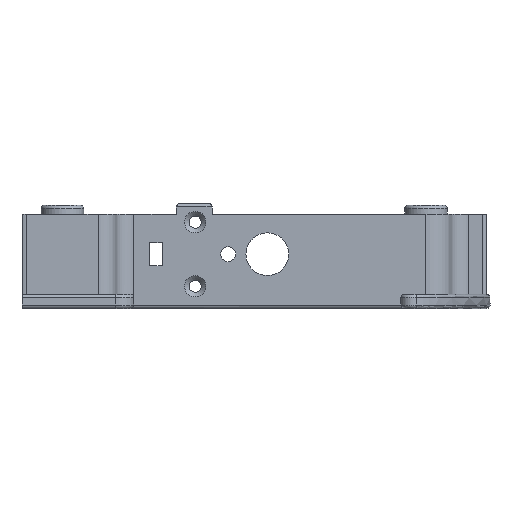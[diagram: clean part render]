
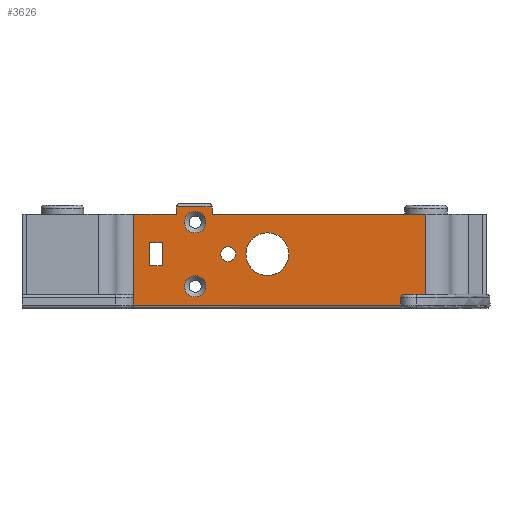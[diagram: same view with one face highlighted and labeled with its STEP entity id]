
A CAD part, front view. The second image highlights one B-rep face of the part: STEP entity #3626.
In plain terms, the highlighted planar face has unit normal (0, -1, 0).
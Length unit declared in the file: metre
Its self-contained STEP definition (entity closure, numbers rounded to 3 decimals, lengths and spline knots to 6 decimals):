
#122=CIRCLE('',#3829,0.006);
#124=CIRCLE('',#3832,0.0021);
#126=CIRCLE('',#3835,0.003);
#128=CIRCLE('',#3838,0.003);
#132=CIRCLE('',#3853,0.001);
#823=ORIENTED_EDGE('',*,*,#1444,.T.);
#824=ORIENTED_EDGE('',*,*,#1446,.T.);
#825=ORIENTED_EDGE('',*,*,#1451,.T.);
#826=ORIENTED_EDGE('',*,*,#1453,.T.);
#827=ORIENTED_EDGE('',*,*,#1440,.T.);
#828=ORIENTED_EDGE('',*,*,#1438,.T.);
#829=ORIENTED_EDGE('',*,*,#1436,.T.);
#830=ORIENTED_EDGE('',*,*,#1434,.T.);
#831=ORIENTED_EDGE('',*,*,#1644,.F.);
#832=ORIENTED_EDGE('',*,*,#1456,.F.);
#833=ORIENTED_EDGE('',*,*,#1597,.F.);
#834=ORIENTED_EDGE('',*,*,#1467,.F.);
#835=ORIENTED_EDGE('',*,*,#1468,.T.);
#836=ORIENTED_EDGE('',*,*,#1645,.F.);
#837=ORIENTED_EDGE('',*,*,#1646,.F.);
#838=ORIENTED_EDGE('',*,*,#1637,.T.);
#839=ORIENTED_EDGE('',*,*,#1472,.T.);
#840=ORIENTED_EDGE('',*,*,#1475,.F.);
#841=ORIENTED_EDGE('',*,*,#1481,.T.);
#842=ORIENTED_EDGE('',*,*,#1388,.T.);
#1388=EDGE_CURVE('',#1873,#1872,#2201,.T.);
#1434=EDGE_CURVE('',#1914,#1914,#122,.T.);
#1436=EDGE_CURVE('',#1916,#1916,#124,.T.);
#1438=EDGE_CURVE('',#1918,#1918,#126,.T.);
#1440=EDGE_CURVE('',#1920,#1920,#128,.T.);
#1444=EDGE_CURVE('',#1925,#1924,#2227,.T.);
#1446=EDGE_CURVE('',#1924,#1926,#2229,.T.);
#1451=EDGE_CURVE('',#1926,#1929,#2234,.T.);
#1453=EDGE_CURVE('',#1929,#1925,#2236,.T.);
#1456=EDGE_CURVE('',#1932,#1933,#2239,.T.);
#1467=EDGE_CURVE('',#1941,#1939,#2246,.T.);
#1468=EDGE_CURVE('',#1941,#1942,#132,.T.);
#1472=EDGE_CURVE('',#1946,#1944,#2249,.T.);
#1475=EDGE_CURVE('',#1948,#1944,#2252,.T.);
#1481=EDGE_CURVE('',#1948,#1873,#2256,.T.);
#1597=EDGE_CURVE('',#1939,#1932,#2315,.T.);
#1637=EDGE_CURVE('',#2045,#1946,#2340,.F.);
#1644=EDGE_CURVE('',#1933,#1872,#2343,.T.);
#1645=EDGE_CURVE('',#2048,#1942,#2344,.T.);
#1646=EDGE_CURVE('',#2045,#2048,#2345,.T.);
#1872=VERTEX_POINT('',#5429);
#1873=VERTEX_POINT('',#5431);
#1914=VERTEX_POINT('',#5522);
#1916=VERTEX_POINT('',#5527);
#1918=VERTEX_POINT('',#5532);
#1920=VERTEX_POINT('',#5537);
#1924=VERTEX_POINT('',#5545);
#1925=VERTEX_POINT('',#5547);
#1926=VERTEX_POINT('',#5551);
#1929=VERTEX_POINT('',#5559);
#1932=VERTEX_POINT('',#5569);
#1933=VERTEX_POINT('',#5571);
#1939=VERTEX_POINT('',#5586);
#1941=VERTEX_POINT('',#5592);
#1942=VERTEX_POINT('',#5596);
#1944=VERTEX_POINT('',#5602);
#1946=VERTEX_POINT('',#5605);
#1948=VERTEX_POINT('',#5611);
#2045=VERTEX_POINT('',#6282);
#2048=VERTEX_POINT('',#6294);
#2201=LINE('',#5430,#2492);
#2227=LINE('',#5546,#2518);
#2229=LINE('',#5550,#2520);
#2234=LINE('',#5560,#2525);
#2236=LINE('',#5563,#2527);
#2239=LINE('',#5570,#2530);
#2246=LINE('',#5593,#2537);
#2249=LINE('',#5604,#2540);
#2252=LINE('',#5610,#2543);
#2256=LINE('',#5621,#2547);
#2315=LINE('',#6198,#2606);
#2340=LINE('',#6281,#2631);
#2343=LINE('',#6292,#2634);
#2344=LINE('',#6293,#2635);
#2345=LINE('',#6295,#2636);
#2492=VECTOR('',#4295,1.);
#2518=VECTOR('',#4397,1.);
#2520=VECTOR('',#4401,1.);
#2525=VECTOR('',#4408,1.);
#2527=VECTOR('',#4412,1.);
#2530=VECTOR('',#4417,1.);
#2537=VECTOR('',#4438,1.);
#2540=VECTOR('',#4449,1.);
#2543=VECTOR('',#4454,1.);
#2547=VECTOR('',#4464,1.);
#2606=VECTOR('',#4709,1.);
#2631=VECTOR('',#4804,1.);
#2634=VECTOR('',#4817,1.);
#2635=VECTOR('',#4818,1.);
#2636=VECTOR('',#4819,1.);
#2876=EDGE_LOOP('',(#823,#824,#825,#826));
#2877=EDGE_LOOP('',(#827));
#2878=EDGE_LOOP('',(#828));
#2879=EDGE_LOOP('',(#829));
#2880=EDGE_LOOP('',(#830));
#2881=EDGE_LOOP('',(#831,#832,#833,#834,#835,#836,#837,#838,#839,#840,#841,
#842));
#3209=FACE_BOUND('',#2876,.T.);
#3210=FACE_BOUND('',#2877,.T.);
#3211=FACE_BOUND('',#2878,.T.);
#3212=FACE_BOUND('',#2879,.T.);
#3213=FACE_BOUND('',#2880,.T.);
#3214=FACE_BOUND('',#2881,.T.);
#3453=PLANE('',#3992);
#3626=ADVANCED_FACE('',(#3209,#3210,#3211,#3212,#3213,#3214),#3453,.F.);
#3829=AXIS2_PLACEMENT_3D('',#5521,#4371,#4372);
#3832=AXIS2_PLACEMENT_3D('',#5526,#4377,#4378);
#3835=AXIS2_PLACEMENT_3D('',#5531,#4383,#4384);
#3838=AXIS2_PLACEMENT_3D('',#5536,#4389,#4390);
#3853=AXIS2_PLACEMENT_3D('',#5595,#4441,#4442);
#3992=AXIS2_PLACEMENT_3D('',#6291,#4815,#4816);
#4295=DIRECTION('',(-1.,0.,0.));
#4371=DIRECTION('',(0.,1.,0.));
#4372=DIRECTION('',(0.,0.,1.));
#4377=DIRECTION('',(0.,1.,0.));
#4378=DIRECTION('',(0.,0.,1.));
#4383=DIRECTION('',(0.,1.,0.));
#4384=DIRECTION('',(0.,0.,-1.));
#4389=DIRECTION('',(0.,1.,0.));
#4390=DIRECTION('',(0.,0.,-1.));
#4397=DIRECTION('',(0.,0.,-1.));
#4401=DIRECTION('',(-1.,0.,0.));
#4408=DIRECTION('',(0.,0.,1.));
#4412=DIRECTION('',(1.,0.,0.));
#4417=DIRECTION('',(0.,0.,1.));
#4438=DIRECTION('',(0.,0.,-1.));
#4441=DIRECTION('',(0.,1.,0.));
#4442=DIRECTION('',(-0.707,0.,0.707));
#4449=DIRECTION('',(0.,0.,1.));
#4454=DIRECTION('',(1.,0.,0.));
#4464=DIRECTION('',(0.,0.,-1.));
#4709=DIRECTION('',(-1.,0.,0.));
#4804=DIRECTION('',(1.,0.,0.));
#4815=DIRECTION('',(0.,1.,0.));
#4816=DIRECTION('',(0.,0.,1.));
#4817=DIRECTION('',(0.,0.,1.));
#4818=DIRECTION('',(-1.,0.,0.));
#4819=DIRECTION('',(0.,0.,-1.));
#5429=CARTESIAN_POINT('',(0.034,-0.042,0.0265));
#5430=CARTESIAN_POINT('',(0.014,-0.042,0.0265));
#5431=CARTESIAN_POINT('',(0.046,-0.042,0.0265));
#5521=CARTESIAN_POINT('',(0.0715,-0.042,0.01525));
#5522=CARTESIAN_POINT('',(0.0715,-0.042,0.02125));
#5526=CARTESIAN_POINT('',(0.0605,-0.042,0.01525));
#5527=CARTESIAN_POINT('',(0.0605,-0.042,0.01735));
#5531=CARTESIAN_POINT('',(0.05125,-0.042,0.02425));
#5532=CARTESIAN_POINT('',(0.05125,-0.042,0.02125));
#5536=CARTESIAN_POINT('',(0.05125,-0.042,0.00625));
#5537=CARTESIAN_POINT('',(0.05125,-0.042,0.00325));
#5545=CARTESIAN_POINT('',(0.042,-0.042,0.012));
#5546=CARTESIAN_POINT('',(0.042,-0.042,0.01525));
#5547=CARTESIAN_POINT('',(0.042,-0.042,0.0185));
#5550=CARTESIAN_POINT('',(0.027125,-0.042,0.012));
#5551=CARTESIAN_POINT('',(0.0385,-0.042,0.012));
#5559=CARTESIAN_POINT('',(0.0385,-0.042,0.0185));
#5560=CARTESIAN_POINT('',(0.0385,-0.042,0.01525));
#5563=CARTESIAN_POINT('',(0.027125,-0.042,0.0185));
#5569=CARTESIAN_POINT('',(0.034,-0.042,0.001));
#5570=CARTESIAN_POINT('',(0.034,-0.042,0.002));
#5571=CARTESIAN_POINT('',(0.034,-0.042,0.003));
#5586=CARTESIAN_POINT('',(0.109,-0.042,0.001));
#5592=CARTESIAN_POINT('',(0.109,-0.042,0.003));
#5593=CARTESIAN_POINT('',(0.109,-0.042,0.002));
#5595=CARTESIAN_POINT('',(0.11,-0.042,0.003));
#5596=CARTESIAN_POINT('',(0.11,-0.042,0.004));
#5602=CARTESIAN_POINT('',(0.056,-0.042,0.0285));
#5604=CARTESIAN_POINT('',(0.056,-0.042,0.028));
#5605=CARTESIAN_POINT('',(0.056,-0.042,0.0265));
#5610=CARTESIAN_POINT('',(0.0325,-0.042,0.0285));
#5611=CARTESIAN_POINT('',(0.046,-0.042,0.0285));
#5621=CARTESIAN_POINT('',(0.046,-0.042,0.028));
#6198=CARTESIAN_POINT('',(0.014,-0.042,0.001));
#6281=CARTESIAN_POINT('',(-0.0935,-0.042,0.0265));
#6282=CARTESIAN_POINT('',(0.116,-0.042,0.0265));
#6291=CARTESIAN_POINT('',(0.014,-0.042,0.01525));
#6292=CARTESIAN_POINT('',(0.034,-0.042,0.009625));
#6293=CARTESIAN_POINT('',(0.014,-0.042,0.004));
#6294=CARTESIAN_POINT('',(0.116,-0.042,0.004));
#6295=CARTESIAN_POINT('',(0.116,-0.042,0.01525));
